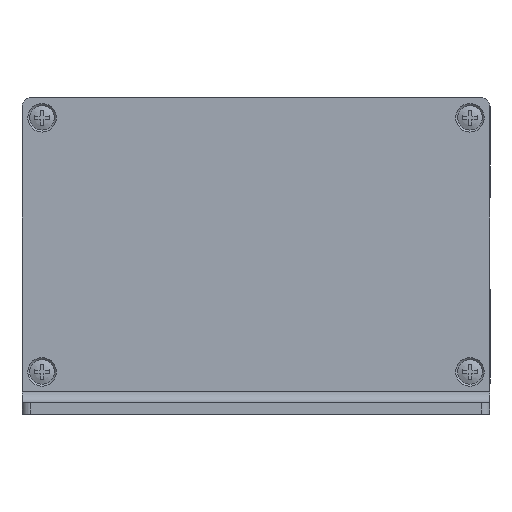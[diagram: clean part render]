
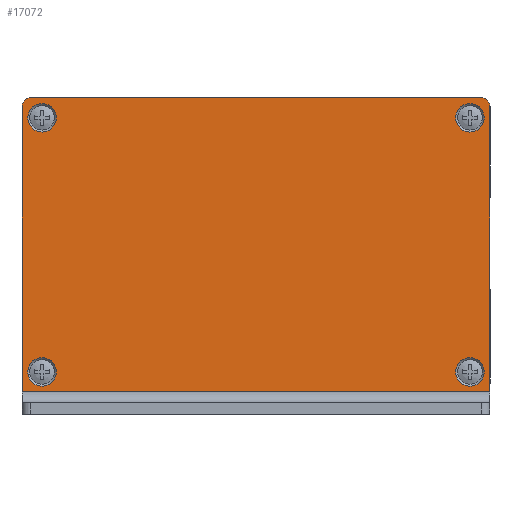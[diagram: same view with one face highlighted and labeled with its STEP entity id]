
A CAD part, front view. The second image highlights one B-rep face of the part: STEP entity #17072.
In plain terms, the highlighted planar face has unit normal (0, -1, 0).
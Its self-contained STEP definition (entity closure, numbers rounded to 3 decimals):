
#83=FACE_BOUND('',#5272,.T.);
#84=FACE_BOUND('',#5273,.T.);
#85=FACE_BOUND('',#5274,.T.);
#86=FACE_BOUND('',#5275,.T.);
#294=PLANE('',#19340);
#1494=LINE('',#29542,#2576);
#1495=LINE('',#29546,#2577);
#1496=LINE('',#29548,#2578);
#1497=LINE('',#29549,#2579);
#2576=VECTOR('',#24867,101.);
#2577=VECTOR('',#24870,63.9);
#2578=VECTOR('',#24871,105.);
#2579=VECTOR('',#24872,63.9);
#4195=FACE_OUTER_BOUND('',#5271,.T.);
#5271=EDGE_LOOP('',(#14543,#14544,#14545,#14546,#14547,#14548));
#5272=EDGE_LOOP('',(#14549));
#5273=EDGE_LOOP('',(#14550));
#5274=EDGE_LOOP('',(#14551));
#5275=EDGE_LOOP('',(#14552));
#6535=CIRCLE('',#19339,3.2);
#6536=CIRCLE('',#19341,2.);
#6537=CIRCLE('',#19342,2.);
#6538=CIRCLE('',#19343,3.2);
#6539=CIRCLE('',#19344,3.2);
#6540=CIRCLE('',#19345,3.2);
#7745=VERTEX_POINT('',#29535);
#7746=VERTEX_POINT('',#29538);
#7747=VERTEX_POINT('',#29539);
#7748=VERTEX_POINT('',#29541);
#7749=VERTEX_POINT('',#29543);
#7750=VERTEX_POINT('',#29545);
#7751=VERTEX_POINT('',#29547);
#7752=VERTEX_POINT('',#29550);
#7753=VERTEX_POINT('',#29552);
#7754=VERTEX_POINT('',#29554);
#10030=EDGE_CURVE('',#7745,#7745,#6535,.T.);
#10031=EDGE_CURVE('',#7746,#7747,#6536,.T.);
#10032=EDGE_CURVE('',#7746,#7748,#1494,.T.);
#10033=EDGE_CURVE('',#7749,#7748,#6537,.T.);
#10034=EDGE_CURVE('',#7750,#7749,#1495,.T.);
#10035=EDGE_CURVE('',#7751,#7750,#1496,.T.);
#10036=EDGE_CURVE('',#7747,#7751,#1497,.T.);
#10037=EDGE_CURVE('',#7752,#7752,#6538,.T.);
#10038=EDGE_CURVE('',#7753,#7753,#6539,.T.);
#10039=EDGE_CURVE('',#7754,#7754,#6540,.T.);
#14543=ORIENTED_EDGE('',*,*,#10031,.F.);
#14544=ORIENTED_EDGE('',*,*,#10032,.T.);
#14545=ORIENTED_EDGE('',*,*,#10033,.F.);
#14546=ORIENTED_EDGE('',*,*,#10034,.F.);
#14547=ORIENTED_EDGE('',*,*,#10035,.F.);
#14548=ORIENTED_EDGE('',*,*,#10036,.F.);
#14549=ORIENTED_EDGE('',*,*,#10037,.F.);
#14550=ORIENTED_EDGE('',*,*,#10038,.F.);
#14551=ORIENTED_EDGE('',*,*,#10039,.F.);
#14552=ORIENTED_EDGE('',*,*,#10030,.F.);
#17072=ADVANCED_FACE('',(#4195,#83,#84,#85,#86),#294,.T.);
#19339=AXIS2_PLACEMENT_3D('',#29536,#24861,#24862);
#19340=AXIS2_PLACEMENT_3D('',#29537,#24863,#24864);
#19341=AXIS2_PLACEMENT_3D('',#29540,#24865,#24866);
#19342=AXIS2_PLACEMENT_3D('',#29544,#24868,#24869);
#19343=AXIS2_PLACEMENT_3D('',#29551,#24873,#24874);
#19344=AXIS2_PLACEMENT_3D('',#29553,#24875,#24876);
#19345=AXIS2_PLACEMENT_3D('',#29555,#24877,#24878);
#24861=DIRECTION('center_axis',(0.,-1.,0.));
#24862=DIRECTION('ref_axis',(-1.,0.,0.));
#24863=DIRECTION('center_axis',(0.,-1.,0.));
#24864=DIRECTION('ref_axis',(0.,0.,-1.));
#24865=DIRECTION('center_axis',(0.,1.,0.));
#24866=DIRECTION('ref_axis',(0.707,0.,0.707));
#24867=DIRECTION('',(-1.,0.,0.));
#24868=DIRECTION('center_axis',(0.,1.,0.));
#24869=DIRECTION('ref_axis',(-0.707,0.,0.707));
#24870=DIRECTION('',(0.,0.,1.));
#24871=DIRECTION('',(-1.,0.,0.));
#24872=DIRECTION('',(0.,0.,-1.));
#24873=DIRECTION('center_axis',(0.,-1.,0.));
#24874=DIRECTION('ref_axis',(-1.,0.,0.));
#24875=DIRECTION('center_axis',(0.,-1.,0.));
#24876=DIRECTION('ref_axis',(-1.,0.,0.));
#24877=DIRECTION('center_axis',(0.,-1.,0.));
#24878=DIRECTION('ref_axis',(-1.,0.,0.));
#29535=CARTESIAN_POINT('',(51.2,-2.6,66.5));
#29536=CARTESIAN_POINT('Origin',(48.,-2.6,66.5));
#29537=CARTESIAN_POINT('Origin',(0.,-2.6,71.));
#29538=CARTESIAN_POINT('',(50.5,-2.6,71.));
#29539=CARTESIAN_POINT('',(52.5,-2.6,69.));
#29540=CARTESIAN_POINT('Origin',(50.5,-2.6,69.));
#29541=CARTESIAN_POINT('',(-50.5,-2.6,71.));
#29542=CARTESIAN_POINT('',(0.,-2.6,71.));
#29543=CARTESIAN_POINT('',(-52.5,-2.6,69.));
#29544=CARTESIAN_POINT('Origin',(-50.5,-2.6,69.));
#29545=CARTESIAN_POINT('',(-52.5,-2.6,5.1));
#29546=CARTESIAN_POINT('',(-52.5,-2.6,2.6));
#29547=CARTESIAN_POINT('',(52.5,-2.6,5.1));
#29548=CARTESIAN_POINT('',(0.,-2.6,5.1));
#29549=CARTESIAN_POINT('',(52.5,-2.6,2.6));
#29550=CARTESIAN_POINT('',(51.2,-2.6,9.5));
#29551=CARTESIAN_POINT('Origin',(48.,-2.6,9.5));
#29552=CARTESIAN_POINT('',(-44.8,-2.6,66.5));
#29553=CARTESIAN_POINT('Origin',(-48.,-2.6,66.5));
#29554=CARTESIAN_POINT('',(-44.8,-2.6,9.5));
#29555=CARTESIAN_POINT('Origin',(-48.,-2.6,9.5));
